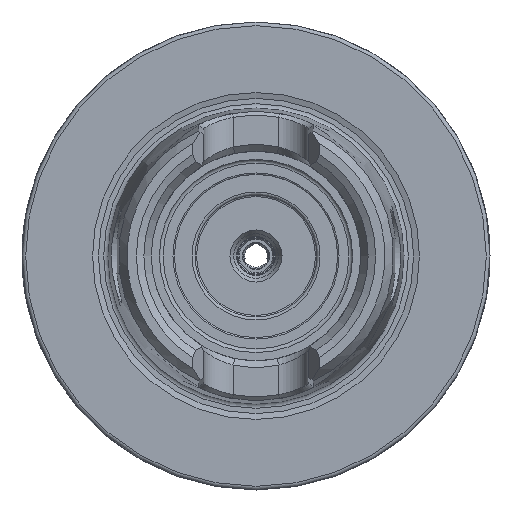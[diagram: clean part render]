
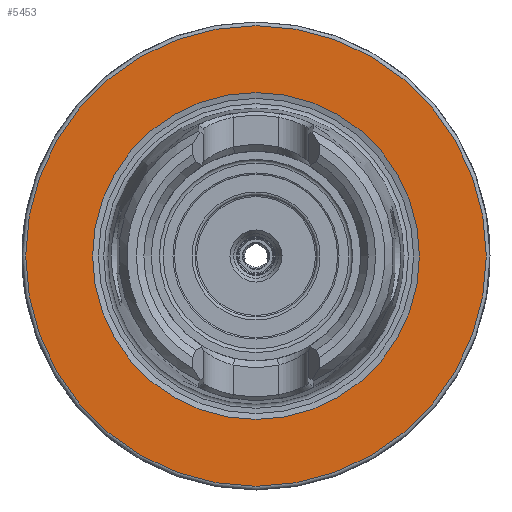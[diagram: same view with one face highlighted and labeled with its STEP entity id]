
A CAD part, left-side view. The second image highlights one B-rep face of the part: STEP entity #5453.
In plain terms, the highlighted planar face has unit normal (-1, 0, 0).
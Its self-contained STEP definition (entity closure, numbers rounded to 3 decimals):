
#5419=CARTESIAN_POINT('',(0.0,22.,0.0));
#5420=VERTEX_POINT('',#5419);
#5421=CARTESIAN_POINT('',(0.0,0.,0.0));
#5422=DIRECTION('',(1.0,0.0,0.0));
#5423=DIRECTION('',(0.0,1.0,0.0));
#5424=AXIS2_PLACEMENT_3D('',#5421,#5422,#5423);
#5425=CIRCLE('',#5424,22.);
#5426=EDGE_CURVE('',#5420,#5420,#5425,.T.);
#5434=CARTESIAN_POINT('',(0.0,26.5,0.0));
#5435=DIRECTION('',(-1.0,0.0,0.0));
#5436=DIRECTION('',(0.0,0.0,1.0));
#5437=AXIS2_PLACEMENT_3D('',#5434,#5435,#5436);
#5438=PLANE('',#5437);
#5439=CARTESIAN_POINT('',(0.0,31.,0.0));
#5440=VERTEX_POINT('',#5439);
#5441=CARTESIAN_POINT('',(0.0,0.,0.0));
#5442=DIRECTION('',(1.0,0.0,0.0));
#5443=DIRECTION('',(0.0,1.0,0.0));
#5444=AXIS2_PLACEMENT_3D('',#5441,#5442,#5443);
#5445=CIRCLE('',#5444,31.);
#5446=EDGE_CURVE('',#5440,#5440,#5445,.T.);
#5447=ORIENTED_EDGE('',*,*,#5446,.F.);
#5448=EDGE_LOOP('',(#5447));
#5449=FACE_OUTER_BOUND('',#5448,.T.);
#5450=ORIENTED_EDGE('',*,*,#5426,.T.);
#5451=EDGE_LOOP('',(#5450));
#5452=FACE_BOUND('',#5451,.T.);
#5453=ADVANCED_FACE('',(#5449,#5452),#5438,.T.);
